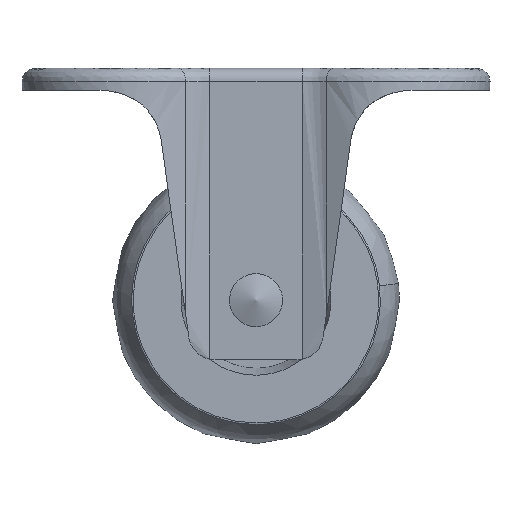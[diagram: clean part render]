
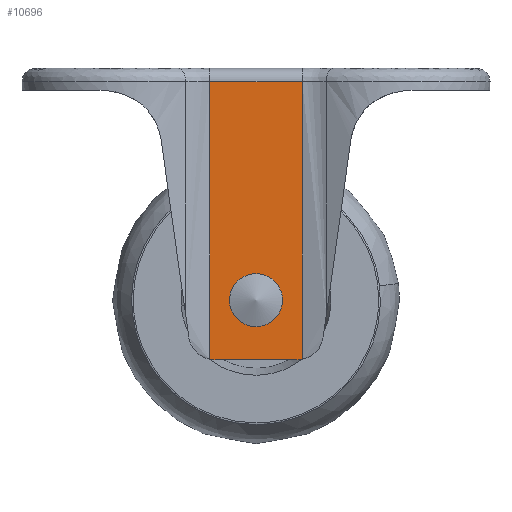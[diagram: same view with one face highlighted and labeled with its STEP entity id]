
A CAD part, front view. The second image highlights one B-rep face of the part: STEP entity #10696.
In plain terms, the highlighted free-form (B-spline) face has degree [1, 1] with [2, 2] control points.
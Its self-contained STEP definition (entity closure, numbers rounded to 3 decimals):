
#2652=CARTESIAN_POINT('',(3.988,-18.5,-52.186));
#2653=VERTEX_POINT('',#2652);
#2659=CARTESIAN_POINT('',(0.0,-18.5,-48.5));
#2660=VERTEX_POINT('',#2659);
#2661=CARTESIAN_POINT('',(0.0,-18.5,-48.5));
#2662=CARTESIAN_POINT('',(3.698,-18.5,-48.5));
#2663=CARTESIAN_POINT('',(3.988,-18.5,-52.186));
#2671=(BOUNDED_CURVE()B_SPLINE_CURVE(2,(#2661,#2662,#2663),.UNSPECIFIED.,.F.,.U.)B_SPLINE_CURVE_WITH_KNOTS((3,3),(0.0,0.236),.UNSPECIFIED.)CURVE()GEOMETRIC_REPRESENTATION_ITEM()RATIONAL_B_SPLINE_CURVE((1.0,0.723,0.97))REPRESENTATION_ITEM(''));
#2672=EDGE_CURVE('',#2660,#2653,#2671,.T.);
#2674=CARTESIAN_POINT('',(-3.988,-18.5,-52.814));
#2675=VERTEX_POINT('',#2674);
#2676=CARTESIAN_POINT('',(-3.988,-18.5,-52.814));
#2677=CARTESIAN_POINT('',(-4.0,-18.5,-52.657));
#2678=CARTESIAN_POINT('',(-4.0,-18.5,-52.5));
#2679=CARTESIAN_POINT('',(-4.,-18.5,-48.5));
#2680=CARTESIAN_POINT('',(0.0,-18.5,-48.5));
#2688=(BOUNDED_CURVE()B_SPLINE_CURVE(2,(#2676,#2677,#2678,#2679,#2680),.UNSPECIFIED.,.F.,.U.)B_SPLINE_CURVE_WITH_KNOTS((3,2,3),(0.736,0.75,1.0),.UNSPECIFIED.)CURVE()GEOMETRIC_REPRESENTATION_ITEM()RATIONAL_B_SPLINE_CURVE((0.97,0.984,1.0,0.707,1.0))REPRESENTATION_ITEM(''));
#2689=EDGE_CURVE('',#2675,#2660,#2688,.T.);
#2765=CARTESIAN_POINT('',(0.0,-18.5,-56.5));
#2766=VERTEX_POINT('',#2765);
#2767=CARTESIAN_POINT('',(0.0,-18.5,-56.5));
#2768=CARTESIAN_POINT('',(-3.698,-18.5,-56.5));
#2769=CARTESIAN_POINT('',(-3.988,-18.5,-52.814));
#2777=(BOUNDED_CURVE()B_SPLINE_CURVE(2,(#2767,#2768,#2769),.UNSPECIFIED.,.F.,.U.)B_SPLINE_CURVE_WITH_KNOTS((3,3),(0.5,0.736),.UNSPECIFIED.)CURVE()GEOMETRIC_REPRESENTATION_ITEM()RATIONAL_B_SPLINE_CURVE((1.0,0.723,0.97))REPRESENTATION_ITEM(''));
#2778=EDGE_CURVE('',#2766,#2675,#2777,.T.);
#2780=CARTESIAN_POINT('',(3.988,-18.5,-52.186));
#2781=CARTESIAN_POINT('',(4.,-18.5,-52.343));
#2782=CARTESIAN_POINT('',(4.0,-18.5,-52.5));
#2783=CARTESIAN_POINT('',(4.,-18.5,-56.5));
#2784=CARTESIAN_POINT('',(0.0,-18.5,-56.5));
#2792=(BOUNDED_CURVE()B_SPLINE_CURVE(2,(#2780,#2781,#2782,#2783,#2784),.UNSPECIFIED.,.F.,.U.)B_SPLINE_CURVE_WITH_KNOTS((3,2,3),(0.236,0.25,0.5),.UNSPECIFIED.)CURVE()GEOMETRIC_REPRESENTATION_ITEM()RATIONAL_B_SPLINE_CURVE((0.97,0.984,1.0,0.707,1.0))REPRESENTATION_ITEM(''));
#2793=EDGE_CURVE('',#2653,#2766,#2792,.T.);
#7587=CARTESIAN_POINT('',(-10.46,-18.5,-3.0));
#7588=VERTEX_POINT('',#7587);
#7647=CARTESIAN_POINT('',(10.46,-18.5,-3.0));
#7648=VERTEX_POINT('',#7647);
#7670=CARTESIAN_POINT('',(10.46,-18.5,-3.0));
#7671=CARTESIAN_POINT('',(-10.46,-18.5,-3.0));
#7672=QUASI_UNIFORM_CURVE('',1,(#7670,#7671),.UNSPECIFIED.,.F.,.U.);
#7673=EDGE_CURVE('',#7648,#7588,#7672,.T.);
#8772=CARTESIAN_POINT('',(10.46,-18.5,-65.884));
#8773=VERTEX_POINT('',#8772);
#8774=CARTESIAN_POINT('',(9.284,-18.5,-66.0));
#8775=VERTEX_POINT('',#8774);
#8776=CARTESIAN_POINT('',(10.46,-18.5,-65.884));
#8777=CARTESIAN_POINT('',(9.878,-18.5,-66.0));
#8778=CARTESIAN_POINT('',(9.284,-18.5,-66.0));
#8786=(BOUNDED_CURVE()B_SPLINE_CURVE(2,(#8776,#8777,#8778),.UNSPECIFIED.,.F.,.U.)CURVE()GEOMETRIC_REPRESENTATION_ITEM()QUASI_UNIFORM_CURVE()RATIONAL_B_SPLINE_CURVE((1.0,0.995,1.0))REPRESENTATION_ITEM(''));
#8787=EDGE_CURVE('',#8773,#8775,#8786,.T.);
#9815=CARTESIAN_POINT('',(-10.46,-18.5,-65.884));
#9816=VERTEX_POINT('',#9815);
#9897=CARTESIAN_POINT('',(-9.284,-18.5,-66.0));
#9898=VERTEX_POINT('',#9897);
#9904=CARTESIAN_POINT('',(-9.284,-18.5,-66.0));
#9905=CARTESIAN_POINT('',(-9.878,-18.5,-66.0));
#9906=CARTESIAN_POINT('',(-10.46,-18.5,-65.884));
#9914=(BOUNDED_CURVE()B_SPLINE_CURVE(2,(#9904,#9905,#9906),.UNSPECIFIED.,.F.,.U.)CURVE()GEOMETRIC_REPRESENTATION_ITEM()QUASI_UNIFORM_CURVE()RATIONAL_B_SPLINE_CURVE((1.0,0.995,1.0))REPRESENTATION_ITEM(''));
#9915=EDGE_CURVE('',#9898,#9816,#9914,.T.);
#10488=CARTESIAN_POINT('',(10.46,-18.5,-3.0));
#10489=CARTESIAN_POINT('',(10.46,-18.5,-65.884));
#10490=QUASI_UNIFORM_CURVE('',1,(#10488,#10489),.UNSPECIFIED.,.F.,.U.);
#10491=EDGE_CURVE('',#7648,#8773,#10490,.T.);
#10669=CARTESIAN_POINT('',(-11.504,-18.5,-69.147));
#10670=CARTESIAN_POINT('',(-11.504,-18.5,0.147));
#10671=CARTESIAN_POINT('',(11.504,-18.5,-69.147));
#10672=CARTESIAN_POINT('',(11.504,-18.5,0.147));
#10673=B_SPLINE_SURFACE_WITH_KNOTS('',1,1,((#10669,#10671),(#10670,#10672)),.UNSPECIFIED.,.F.,.F.,.U.,(2,2),(2,2),(0.0,69.294),(0.0,23.009),.UNSPECIFIED.);
#10674=ORIENTED_EDGE('',*,*,#10491,.F.);
#10675=ORIENTED_EDGE('',*,*,#7673,.T.);
#10676=CARTESIAN_POINT('',(-10.46,-18.5,-3.0));
#10677=CARTESIAN_POINT('',(-10.46,-18.5,-65.884));
#10678=QUASI_UNIFORM_CURVE('',1,(#10676,#10677),.UNSPECIFIED.,.F.,.U.);
#10679=EDGE_CURVE('',#7588,#9816,#10678,.T.);
#10680=ORIENTED_EDGE('',*,*,#10679,.T.);
#10681=ORIENTED_EDGE('',*,*,#9915,.F.);
#10682=CARTESIAN_POINT('',(-9.284,-18.5,-66.0));
#10683=CARTESIAN_POINT('',(9.284,-18.5,-66.0));
#10684=QUASI_UNIFORM_CURVE('',1,(#10682,#10683),.UNSPECIFIED.,.F.,.U.);
#10685=EDGE_CURVE('',#9898,#8775,#10684,.T.);
#10686=ORIENTED_EDGE('',*,*,#10685,.T.);
#10687=ORIENTED_EDGE('',*,*,#8787,.F.);
#10688=EDGE_LOOP('',(#10674,#10675,#10680,#10681,#10686,#10687));
#10689=FACE_OUTER_BOUND('',#10688,.T.);
#10690=ORIENTED_EDGE('',*,*,#2778,.T.);
#10691=ORIENTED_EDGE('',*,*,#2689,.T.);
#10692=ORIENTED_EDGE('',*,*,#2672,.T.);
#10693=ORIENTED_EDGE('',*,*,#2793,.T.);
#10694=EDGE_LOOP('',(#10690,#10691,#10692,#10693));
#10695=FACE_BOUND('',#10694,.T.);
#10696=ADVANCED_FACE('',(#10689,#10695),#10673,.F.);
